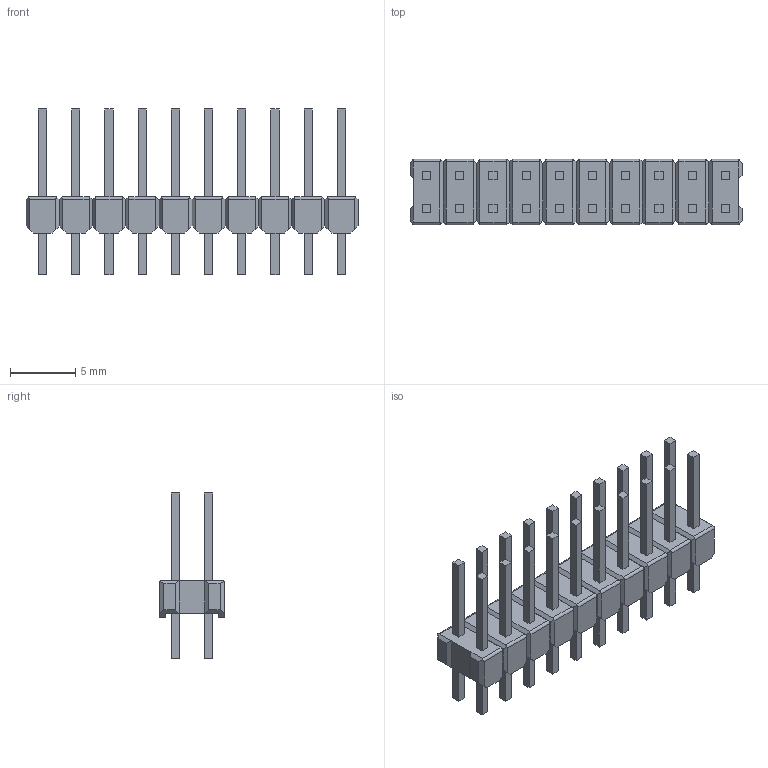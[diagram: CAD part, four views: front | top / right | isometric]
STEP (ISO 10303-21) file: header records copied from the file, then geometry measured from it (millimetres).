
FILE_DESCRIPTION((''),'2;1');
FILE_NAME('C-1-826632-0','2017-03-30T',('workeradm'),('Tyco Electronics Ltd.'),'CREO PARAMETRIC BY PTC INC, 2016050','CREO PARAMETRIC BY PTC INC, 2016050','');
FILE_SCHEMA(('AUTOMOTIVE_DESIGN { 1 0 10303 214 1 1 1 1 }'));
Length unit declared in the file: millimetre
Products named in the file (1): C-1-826632-0
Bounding box: 25.4 x 5 x 12.7 mm (x, y, z)
Volume: 391.6 mm3; surface area: 957.4 mm2
Topology: 1 solids, 1 shells, 394 faces, 1012 edges, 660 vertices
Faces by surface type: plane 374, cylinder 20
Entity records: 11920 total; most frequent: CARTESIAN_POINT 2328, ORIENTED_EDGE 2024, DIRECTION 1720, EDGE_CURVE 1012, VECTOR 932, LINE 932, VERTEX_POINT 660, EDGE_LOOP 434
